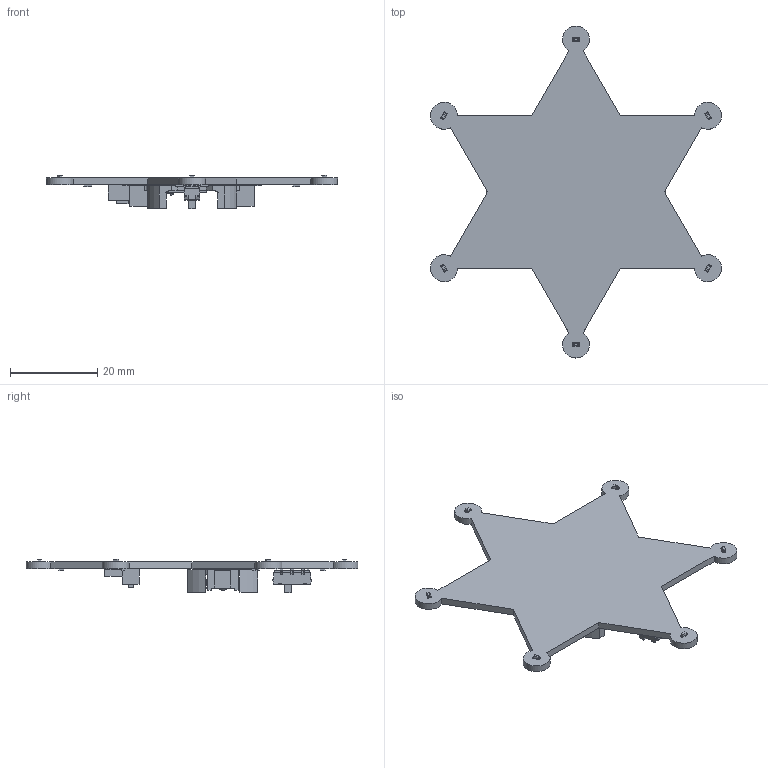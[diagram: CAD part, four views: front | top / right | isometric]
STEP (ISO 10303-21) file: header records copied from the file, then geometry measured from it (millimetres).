
FILE_DESCRIPTION(('Open CASCADE Model'),'2;1');
FILE_NAME('Open CASCADE Shape Model','2023-03-09T15:34:19',('Author'),( 'Open CASCADE'),'Open CASCADE STEP processor 7.5','Open CASCADE 7.5' ,'Unknown');
FILE_SCHEMA(('AUTOMOTIVE_DESIGN { 1 0 10303 214 1 1 1 1 }'));
Length unit declared in the file: millimetre
Products named in the file (39): PCB; Board; Open CASCADE STEP translator 7.5 1.1.1; D4; Diode_Lite-On_LTST-C191KSKT_eec; 1; 2; 3; Lite-On Logo Adjustable; U1; 5717348416; Extruded; S2; 5717349136; 5717348976; R3; 6223644864; R4; 6222766416; R2; R6; R5; R1; X1; SW3DPS-BATT HOLDER (SMTU2032-LF)-DEFAULT_RGB8421504; C1; 5717349296; S1; JS202011SCQN; D5; D2; D6; D1; D3
Assembly tree (47 placements, depth 4):
  PCB
    Board
      Open CASCADE STEP translator 7.5 1.1.1
    D4
      Diode_Lite-On_LTST-C191KSKT_eec
        1
        2
        3
        Lite-On Logo Adjustable
    U1
      5717348416
        Extruded
    S2
      5717349136
        Extruded
      5717348976
        Extruded
    R3
      6223644864
        Extruded
    R4
      6222766416
        Extruded
    R2
      6222766416
        Extruded
    R6
      6223644864
        Extruded
    R5
      6222766416
        Extruded
    R1
      6222766416
        Extruded
    X1
      SW3DPS-BATT HOLDER (SMTU2032-LF)-DEFAULT_RGB8421504
    C1
      5717349296
        Extruded
    S1
      JS202011SCQN
    D5
      Diode_Lite-On_LTST-C191KSKT_eec
        1
        2
        3
        Lite-On Logo Adjustable
    D2
      Diode_Lite-On_LTST-C191KSKT_eec
        1
        2
        3
        Lite-On Logo Adjustable
    D6
      Diode_Lite-On_LTST-C191KSKT_eec
        1
        2
        3
        Lite-On Logo Adjustable
Bounding box: 66.82 x 76.2 x 7.75 mm (x, y, z)
Volume: 4471.5 mm3; surface area: 6991 mm2
Topology: 74 solids, 74 shells, 1845 faces, 4706 edges, 3028 vertices
Faces by surface type: plane 1217, cylinder 357, bspline 88, sphere 76, torus 52, extrusion 47, revolution 4, cone 4
Entity records: 24776 total; most frequent: CARTESIAN_POINT 5254, ORIENTED_EDGE 3992, DIRECTION 3662, EDGE_CURVE 1996, VECTOR 1598, LINE 1551, VERTEX_POINT 1296, AXIS2_PLACEMENT_3D 1030
